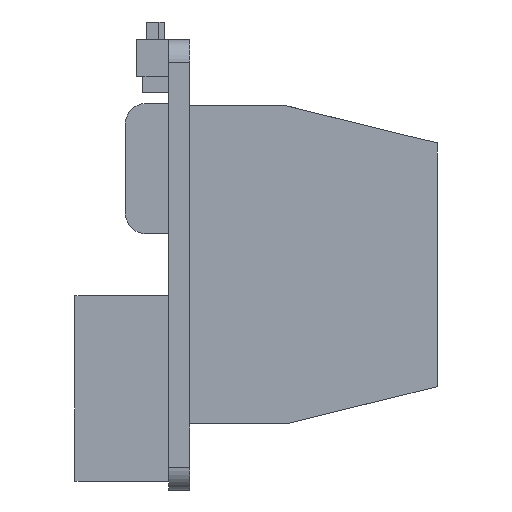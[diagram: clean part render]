
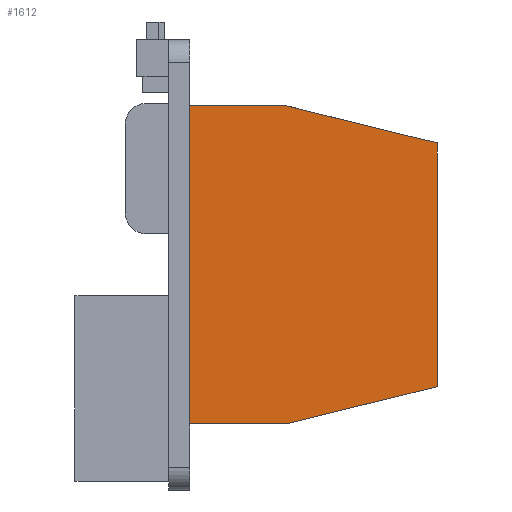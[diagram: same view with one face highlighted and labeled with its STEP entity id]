
A CAD part, left-side view. The second image highlights one B-rep face of the part: STEP entity #1612.
In plain terms, the highlighted planar face has unit normal (-1, 0, 0).
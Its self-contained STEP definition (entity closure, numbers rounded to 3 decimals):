
#70=DIRECTION('',(0.,0.,-1.));
#71=VECTOR('',#70,18.);
#72=CARTESIAN_POINT('',(-21.5,-0.6,9.));
#73=LINE('',#72,#71);
#522=DIRECTION('',(0.,-1.,0.));
#523=VECTOR('',#522,5.5);
#524=CARTESIAN_POINT('',(-21.5,-0.6,9.));
#525=LINE('',#524,#523);
#526=DIRECTION('',(0.,0.971,0.24));
#527=VECTOR('',#526,8.756);
#528=CARTESIAN_POINT('',(-21.5,-14.6,6.9));
#529=LINE('',#528,#527);
#530=DIRECTION('',(0.,-0.971,0.24));
#531=VECTOR('',#530,8.756);
#532=CARTESIAN_POINT('',(-21.5,-6.1,-9.));
#533=LINE('',#532,#531);
#596=DIRECTION('',(0.,0.,-1.));
#597=VECTOR('',#596,13.8);
#598=CARTESIAN_POINT('',(-21.5,-14.6,6.9));
#599=LINE('',#598,#597);
#648=DIRECTION('',(0.,-1.,0.));
#649=VECTOR('',#648,5.5);
#650=CARTESIAN_POINT('',(-21.5,-0.6,-9.));
#651=LINE('',#650,#649);
#808=CARTESIAN_POINT('',(-21.5,-0.6,9.));
#809=CARTESIAN_POINT('',(-21.5,-0.6,-9.));
#810=VERTEX_POINT('',#808);
#811=VERTEX_POINT('',#809);
#816=CARTESIAN_POINT('',(-21.5,-6.1,9.));
#818=VERTEX_POINT('',#816);
#820=CARTESIAN_POINT('',(-21.5,-6.1,-9.));
#822=VERTEX_POINT('',#820);
#824=CARTESIAN_POINT('',(-21.5,-14.6,6.9));
#825=CARTESIAN_POINT('',(-21.5,-14.6,-6.9));
#826=VERTEX_POINT('',#824);
#827=VERTEX_POINT('',#825);
#1594=CARTESIAN_POINT('',(-21.5,-0.6,9.));
#1595=DIRECTION('',(-1.,0.,0.));
#1596=DIRECTION('',(0.,0.,-1.));
#1597=AXIS2_PLACEMENT_3D('',#1594,#1595,#1596);
#1598=PLANE('',#1597);
#1600=ORIENTED_EDGE('',*,*,#1599,.T.);
#1602=ORIENTED_EDGE('',*,*,#1601,.F.);
#1604=ORIENTED_EDGE('',*,*,#1603,.T.);
#1606=ORIENTED_EDGE('',*,*,#1605,.F.);
#1608=ORIENTED_EDGE('',*,*,#1607,.F.);
#1609=ORIENTED_EDGE('',*,*,#891,.F.);
#1610=EDGE_LOOP('',(#1600,#1602,#1604,#1606,#1608,#1609));
#1611=FACE_OUTER_BOUND('',#1610,.F.);
#891=EDGE_CURVE('',#810,#811,#73,.T.);
#1599=EDGE_CURVE('',#810,#818,#525,.T.);
#1601=EDGE_CURVE('',#826,#818,#529,.T.);
#1603=EDGE_CURVE('',#826,#827,#599,.T.);
#1605=EDGE_CURVE('',#822,#827,#533,.T.);
#1607=EDGE_CURVE('',#811,#822,#651,.T.);
#1612=ADVANCED_FACE('',(#1611),#1598,.T.);
